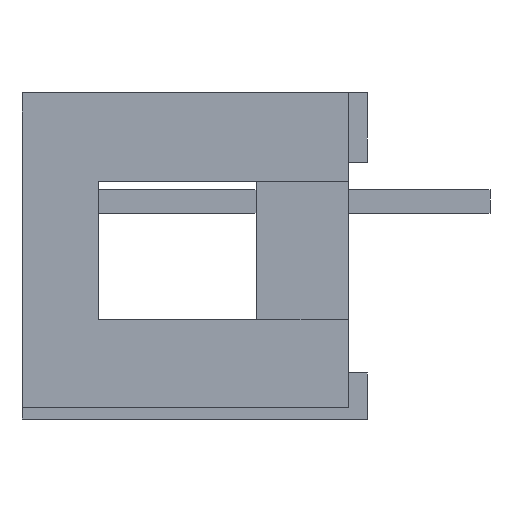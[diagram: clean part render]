
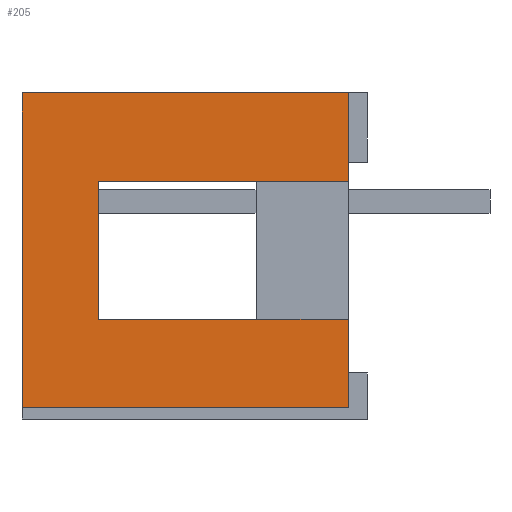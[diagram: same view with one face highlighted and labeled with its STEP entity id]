
A CAD part, left-side view. The second image highlights one B-rep face of the part: STEP entity #205.
In plain terms, the highlighted planar face has unit normal (-1, 0, 0).
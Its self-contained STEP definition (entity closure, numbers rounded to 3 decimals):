
#7 = ORIENTED_EDGE ( 'NONE', *, *, #9, .F. ) ;
#9 = EDGE_CURVE ( 'NONE', #874, #796, #975, .T. ) ;
#42 = EDGE_CURVE ( 'NONE', #874, #755, #1059, .T. ) ;
#123 = ORIENTED_EDGE ( 'NONE', *, *, #893, .F. ) ;
#162 = VERTEX_POINT ( 'NONE', #1749 ) ;
#187 = VERTEX_POINT ( 'NONE', #1842 ) ;
#193 = EDGE_CURVE ( 'NONE', #796, #289, #1846, .T. ) ;
#205 = ADVANCED_FACE ( 'NONE', ( #1937 ), #1938, .F. ) ;
#219 = ORIENTED_EDGE ( 'NONE', *, *, #869, .T. ) ;
#289 = VERTEX_POINT ( 'NONE', #433 ) ;
#433 = CARTESIAN_POINT ( 'NONE',  ( -4.92, 0., 1.8 ) ) ;
#749 = EDGE_CURVE ( 'NONE', #842, #289, #1538, .T. ) ;
#755 = VERTEX_POINT ( 'NONE', #1556 ) ;
#773 = ORIENTED_EDGE ( 'NONE', *, *, #862, .F. ) ;
#796 = VERTEX_POINT ( 'NONE', #1656 ) ;
#821 = ORIENTED_EDGE ( 'NONE', *, *, #749, .T. ) ;
#842 = VERTEX_POINT ( 'NONE', #1792 ) ;
#857 = ORIENTED_EDGE ( 'NONE', *, *, #193, .F. ) ;
#861 = EDGE_LOOP ( 'NONE', ( #773, #886, #821, #857, #7, #949, #219, #123 ) ) ;
#862 = EDGE_CURVE ( 'NONE', #187, #162, #1857, .T. ) ;
#869 = EDGE_CURVE ( 'NONE', #755, #945, #1874, .T. ) ;
#874 = VERTEX_POINT ( 'NONE', #1885 ) ;
#886 = ORIENTED_EDGE ( 'NONE', *, *, #891, .T. ) ;
#891 = EDGE_CURVE ( 'NONE', #187, #842, #1933, .T. ) ;
#893 = EDGE_CURVE ( 'NONE', #162, #945, #1943, .T. ) ;
#945 = VERTEX_POINT ( 'NONE', #1513 ) ;
#949 = ORIENTED_EDGE ( 'NONE', *, *, #42, .T. ) ;
#975 = LINE ( 'NONE', #976, #977 ) ;
#976 = CARTESIAN_POINT ( 'NONE',  ( -4.92, 8.5, 4.1 ) ) ;
#977 = VECTOR ( 'NONE', #978, 1000. ) ;
#978 = DIRECTION ( 'NONE',  ( 0., -1., 0. ) ) ;
#1059 = LINE ( 'NONE', #1060, #1061 ) ;
#1060 = CARTESIAN_POINT ( 'NONE',  ( -4.92, 8.5, 4.1 ) ) ;
#1061 = VECTOR ( 'NONE', #1062, 1000. ) ;
#1062 = DIRECTION ( 'NONE',  ( 0., 0., -1. ) ) ;
#1513 = CARTESIAN_POINT ( 'NONE',  ( -4.92, 0., -4.1 ) ) ;
#1538 = LINE ( 'NONE', #1539, #1540 ) ;
#1539 = CARTESIAN_POINT ( 'NONE',  ( -4.92, 6.5, 1.8 ) ) ;
#1540 = VECTOR ( 'NONE', #1541, 1000. ) ;
#1541 = DIRECTION ( 'NONE',  ( 0., -1., 0. ) ) ;
#1556 = CARTESIAN_POINT ( 'NONE',  ( -4.92, 8.5, -4.1 ) ) ;
#1656 = CARTESIAN_POINT ( 'NONE',  ( -4.92, 0., 4.1 ) ) ;
#1749 = CARTESIAN_POINT ( 'NONE',  ( -4.92, 0., -1.8 ) ) ;
#1792 = CARTESIAN_POINT ( 'NONE',  ( -4.92, 6.5, 1.8 ) ) ;
#1842 = CARTESIAN_POINT ( 'NONE',  ( -4.92, 6.5, -1.8 ) ) ;
#1846 = LINE ( 'NONE', #1847, #1848 ) ;
#1847 = CARTESIAN_POINT ( 'NONE',  ( -4.92, 0., 4.1 ) ) ;
#1848 = VECTOR ( 'NONE', #1849, 1000. ) ;
#1849 = DIRECTION ( 'NONE',  ( 0., 0., -1. ) ) ;
#1857 = LINE ( 'NONE', #1858, #1859 ) ;
#1858 = CARTESIAN_POINT ( 'NONE',  ( -4.92, 6.5, -1.8 ) ) ;
#1859 = VECTOR ( 'NONE', #1860, 1000. ) ;
#1860 = DIRECTION ( 'NONE',  ( 0., -1., 0. ) ) ;
#1874 = LINE ( 'NONE', #1875, #1876 ) ;
#1875 = CARTESIAN_POINT ( 'NONE',  ( -4.92, 8.5, -4.1 ) ) ;
#1876 = VECTOR ( 'NONE', #1877, 1000. ) ;
#1877 = DIRECTION ( 'NONE',  ( 0., -1., 0. ) ) ;
#1885 = CARTESIAN_POINT ( 'NONE',  ( -4.92, 8.5, 4.1 ) ) ;
#1933 = LINE ( 'NONE', #1934, #1935 ) ;
#1934 = CARTESIAN_POINT ( 'NONE',  ( -4.92, 6.5, -1.8 ) ) ;
#1935 = VECTOR ( 'NONE', #1936, 1000. ) ;
#1936 = DIRECTION ( 'NONE',  ( 0., 0., 1. ) ) ;
#1937 = FACE_OUTER_BOUND ( 'NONE', #861, .T. ) ;
#1938 = PLANE ( 'NONE',  #1939 ) ;
#1939 = AXIS2_PLACEMENT_3D ( 'NONE', #1940, #1941, #1942 ) ;
#1940 = CARTESIAN_POINT ( 'NONE',  ( -4.92, 8.5, 4.1 ) ) ;
#1941 = DIRECTION ( 'NONE',  ( 1., 0., 0. ) ) ;
#1942 = DIRECTION ( 'NONE',  ( 0., 0., -1. ) ) ;
#1943 = LINE ( 'NONE', #1944, #1945 ) ;
#1944 = CARTESIAN_POINT ( 'NONE',  ( -4.92, 0., 4.1 ) ) ;
#1945 = VECTOR ( 'NONE', #1946, 1000. ) ;
#1946 = DIRECTION ( 'NONE',  ( 0., 0., -1. ) ) ;
